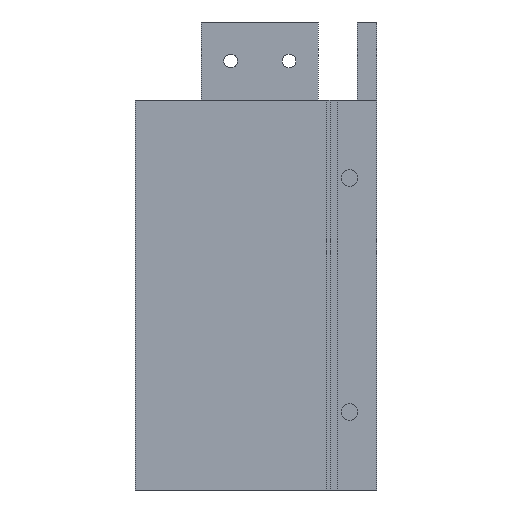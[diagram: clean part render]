
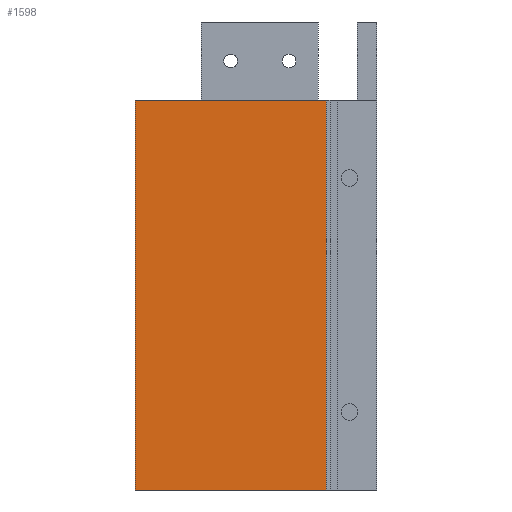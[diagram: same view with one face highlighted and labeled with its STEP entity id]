
A CAD part, left-side view. The second image highlights one B-rep face of the part: STEP entity #1598.
In plain terms, the highlighted planar face has unit normal (-1, 0, 0).
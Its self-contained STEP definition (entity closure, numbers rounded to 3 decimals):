
#1159 = VERTEX_POINT('',#1160);
#1160 = CARTESIAN_POINT('',(49.,13.,0.));
#1207 = VERTEX_POINT('',#1208);
#1208 = CARTESIAN_POINT('',(49.,62.,0.));
#1214 = EDGE_CURVE('',#1207,#1159,#1215,.T.);
#1215 = LINE('',#1216,#1217);
#1216 = CARTESIAN_POINT('',(49.,46.5,0.));
#1217 = VECTOR('',#1218,1.);
#1218 = DIRECTION('',(0.,-1.,0.));
#1432 = VERTEX_POINT('',#1433);
#1433 = CARTESIAN_POINT('',(49.,62.,100.));
#1439 = EDGE_CURVE('',#1432,#1440,#1442,.T.);
#1440 = VERTEX_POINT('',#1441);
#1441 = CARTESIAN_POINT('',(49.,13.,100.));
#1442 = LINE('',#1443,#1444);
#1443 = CARTESIAN_POINT('',(49.,62.,100.));
#1444 = VECTOR('',#1445,1.);
#1445 = DIRECTION('',(0.,-1.,0.));
#1569 = EDGE_CURVE('',#1440,#1159,#1570,.T.);
#1570 = LINE('',#1571,#1572);
#1571 = CARTESIAN_POINT('',(49.,13.,100.));
#1572 = VECTOR('',#1573,1.);
#1573 = DIRECTION('',(-0.,-0.,-1.));
#1586 = EDGE_CURVE('',#1432,#1207,#1587,.T.);
#1587 = LINE('',#1588,#1589);
#1588 = CARTESIAN_POINT('',(49.,62.,100.));
#1589 = VECTOR('',#1590,1.);
#1590 = DIRECTION('',(-0.,-0.,-1.));
#1598 = ADVANCED_FACE('',(#1599),#1605,.T.);
#1599 = FACE_BOUND('',#1600,.T.);
#1600 = EDGE_LOOP('',(#1601,#1602,#1603,#1604));
#1601 = ORIENTED_EDGE('',*,*,#1439,.F.);
#1602 = ORIENTED_EDGE('',*,*,#1586,.T.);
#1603 = ORIENTED_EDGE('',*,*,#1214,.T.);
#1604 = ORIENTED_EDGE('',*,*,#1569,.F.);
#1605 = PLANE('',#1606);
#1606 = AXIS2_PLACEMENT_3D('',#1607,#1608,#1609);
#1607 = CARTESIAN_POINT('',(49.,62.,100.));
#1608 = DIRECTION('',(-1.,0.,0.));
#1609 = DIRECTION('',(0.,-1.,0.));
